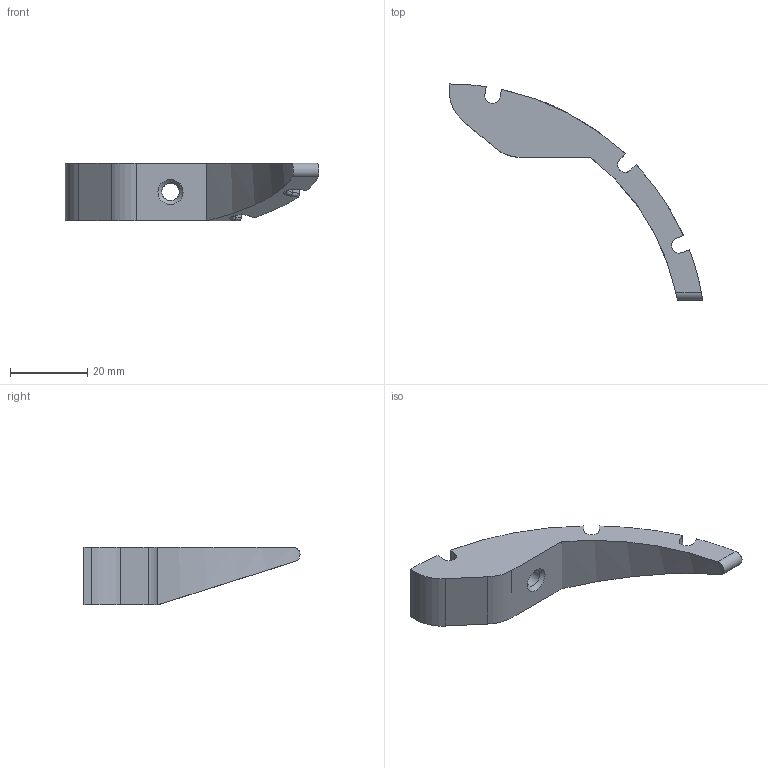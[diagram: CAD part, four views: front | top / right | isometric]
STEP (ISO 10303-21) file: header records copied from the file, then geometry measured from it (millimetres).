
FILE_DESCRIPTION(/* description */ ('STEP AP242','CAx-IF Rec.Pracs.---Representation and Presentation of Product Manufacturing Information (PMI)---4.0---2014-10-13','CAx-IF Rec.Pracs.---3D Tessellated Geometry---0.4---2014-09-14','2;1'),/* implementation_level */ '2;1');
FILE_NAME(/* name */ '631f9a1ee13313077b991e71',/* time_stamp */ '2022-09-12T20:44:14+00:00',/* author */ (''),/* organization */ (''),/* preprocessor_version */ 'ST-DEVELOPER v18.102',/* originating_system */ ' ',/* authorisation */ ' ');
FILE_SCHEMA (('AP242_MANAGED_MODEL_BASED_3D_ENGINEERING_MIM_LF { 1 0 10303 442 1 1 4 }'));
Length unit declared in the file: metre
Products named in the file (1): Support Plate
Bounding box: 65.64 x 55.95 x 15 mm (x, y, z)
Volume: 9594.5 mm3; surface area: 4180.4 mm2
Topology: 1 solids, 1 shells, 35 faces, 92 edges, 59 vertices
Faces by surface type: cylinder 18, plane 12, bspline 2, torus 2, cone 1
Full cylindrical faces by diameter (mm): 4.5 x1
Entity records: 1163 total; most frequent: CARTESIAN_POINT 289, ORIENTED_EDGE 178, DIRECTION 177, EDGE_CURVE 89, AXIS2_PLACEMENT_3D 66, VERTEX_POINT 58, LINE 45, VECTOR 45
